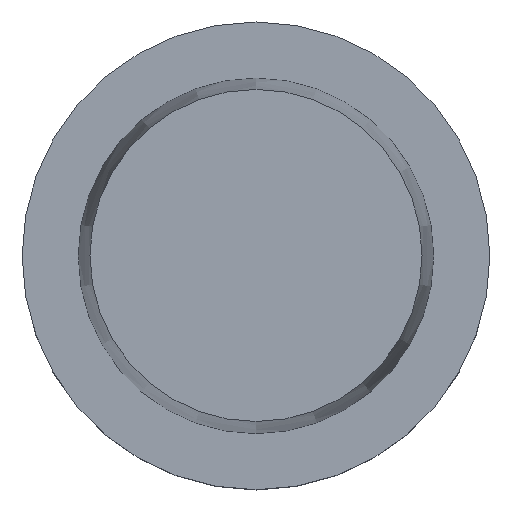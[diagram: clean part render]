
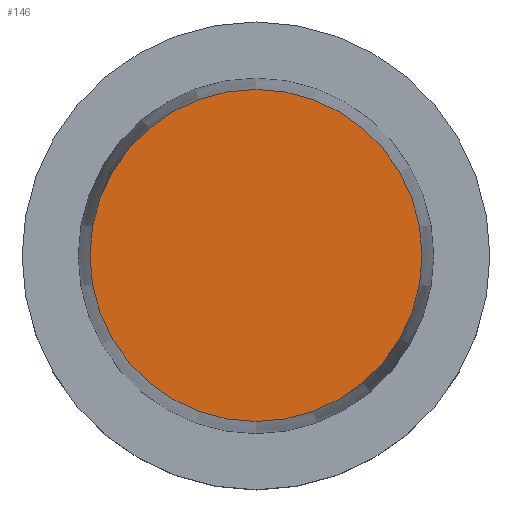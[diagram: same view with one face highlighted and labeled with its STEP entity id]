
A CAD part, top view. The second image highlights one B-rep face of the part: STEP entity #146.
In plain terms, the highlighted planar face has unit normal (0, 0, 1).
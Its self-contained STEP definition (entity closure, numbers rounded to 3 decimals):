
#146=ADVANCED_FACE('Unnamed[1]',(#322),#323,.T.);
#178=EDGE_CURVE('Unnamed[1]',#372,#372,#373,.T.);
#322=FACE_OUTER_BOUND('',#541,.T.);
#323=PLANE('',#542);
#372=VERTEX_POINT('',#602);
#373=CIRCLE('',#603,35.5);
#541=EDGE_LOOP('',(#752));
#542=AXIS2_PLACEMENT_3D('',#753,#754,#755);
#602=CARTESIAN_POINT('',(0.,35.5,50.0));
#603=AXIS2_PLACEMENT_3D('',#808,#809,#810);
#752=ORIENTED_EDGE('',*,*,#178,.F.);
#753=CARTESIAN_POINT('',(0.,17.75,50.0));
#754=DIRECTION('',(0.,0.,1.0));
#755=DIRECTION('',(0.,-1.0,0.));
#808=CARTESIAN_POINT('',(0.,0.,50.0));
#809=DIRECTION('',(0.,0.,-1.0));
#810=DIRECTION('',(0.,1.0,0.));
